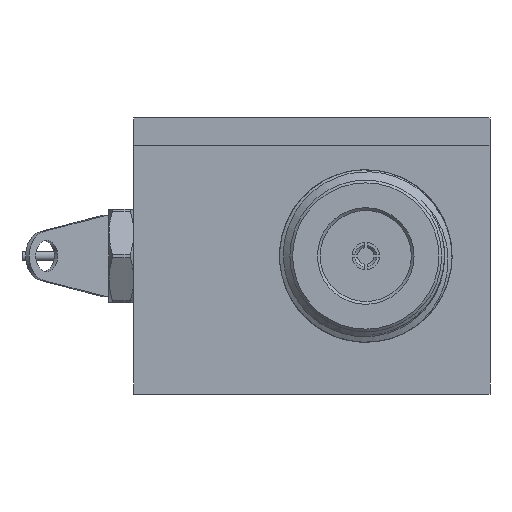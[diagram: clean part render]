
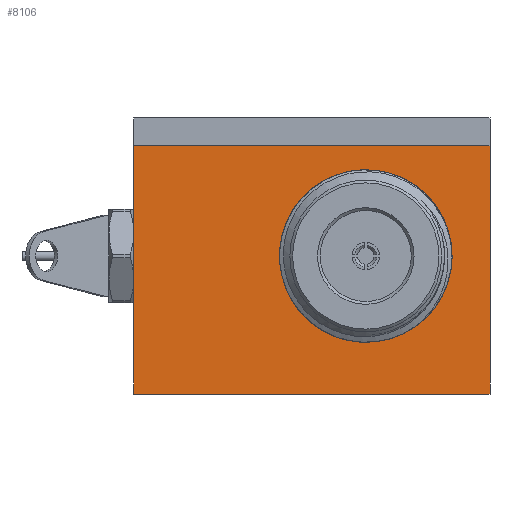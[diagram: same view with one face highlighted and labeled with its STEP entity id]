
A CAD part, left-side view. The second image highlights one B-rep face of the part: STEP entity #8106.
In plain terms, the highlighted planar face has unit normal (-1, 0, 0).
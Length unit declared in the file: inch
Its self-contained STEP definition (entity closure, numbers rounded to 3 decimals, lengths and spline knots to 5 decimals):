
#292 = EDGE_CURVE ( 'NONE', #27348, #21376, #10473, .T. ) ;
#1648 = ORIENTED_EDGE ( 'NONE', *, *, #27492, .F. ) ;
#3102 = DIRECTION ( 'NONE',  ( 0., 0., -1. ) ) ;
#3111 = LINE ( 'NONE', #4922, #20046 ) ;
#3911 = CIRCLE ( 'NONE', #16460, 0.17502 ) ;
#4922 = CARTESIAN_POINT ( 'NONE',  ( -0.4225, -0.645, -0.5 ) ) ;
#5766 = DIRECTION ( 'NONE',  ( 0., 1., 0. ) ) ;
#7311 = VERTEX_POINT ( 'NONE', #9547 ) ;
#7778 = ORIENTED_EDGE ( 'NONE', *, *, #26112, .T. ) ;
#8106 = ADVANCED_FACE ( 'NONE', ( #28018, #17543 ), #15426, .F. ) ;
#8321 = DIRECTION ( 'NONE',  ( 0., -1., 0. ) ) ;
#8690 = VECTOR ( 'NONE', #20187, 39.37008 ) ;
#9547 = CARTESIAN_POINT ( 'NONE',  ( -0.4225, -0.645, -0.5 ) ) ;
#10024 = CARTESIAN_POINT ( 'NONE',  ( -0.4225, -0.645, 0.4 ) ) ;
#10473 = LINE ( 'NONE', #25515, #20745 ) ;
#10964 = ORIENTED_EDGE ( 'NONE', *, *, #292, .T. ) ;
#11037 = VERTEX_POINT ( 'NONE', #13998 ) ;
#11102 = LINE ( 'NONE', #16018, #29446 ) ;
#13998 = CARTESIAN_POINT ( 'NONE',  ( -0.4225, -0.195, -0.17502 ) ) ;
#14201 = DIRECTION ( 'NONE',  ( 0., 0., -1. ) ) ;
#15076 = DIRECTION ( 'NONE',  ( 0., -1., 0. ) ) ;
#15426 = PLANE ( 'NONE',  #23102 ) ;
#16018 = CARTESIAN_POINT ( 'NONE',  ( -0.4225, -0.645, 0.4 ) ) ;
#16460 = AXIS2_PLACEMENT_3D ( 'NONE', #21382, #24474, #14201 ) ;
#16648 = CARTESIAN_POINT ( 'NONE',  ( -0.4225, 0.645, -0.5 ) ) ;
#16662 = EDGE_CURVE ( 'NONE', #19383, #7311, #30196, .T. ) ;
#17260 = ORIENTED_EDGE ( 'NONE', *, *, #26617, .F. ) ;
#17543 = FACE_BOUND ( 'NONE', #18823, .T. ) ;
#17745 = CARTESIAN_POINT ( 'NONE',  ( -0.4225, -0.645, 0.5 ) ) ;
#18823 = EDGE_LOOP ( 'NONE', ( #17260 ) ) ;
#19143 = ORIENTED_EDGE ( 'NONE', *, *, #16662, .F. ) ;
#19383 = VERTEX_POINT ( 'NONE', #10024 ) ;
#19384 = EDGE_LOOP ( 'NONE', ( #1648, #10964, #7778, #19143 ) ) ;
#20046 = VECTOR ( 'NONE', #15076, 39.37008 ) ;
#20187 = DIRECTION ( 'NONE',  ( 0., 0., -1. ) ) ;
#20633 = CARTESIAN_POINT ( 'NONE',  ( -0.4225, -0.645, 0.5 ) ) ;
#20745 = VECTOR ( 'NONE', #3102, 39.37008 ) ;
#21376 = VERTEX_POINT ( 'NONE', #16648 ) ;
#21382 = CARTESIAN_POINT ( 'NONE',  ( -0.4225, -0.195, 0. ) ) ;
#22921 = DIRECTION ( 'NONE',  ( 1., 0., 0. ) ) ;
#23102 = AXIS2_PLACEMENT_3D ( 'NONE', #20633, #22921, #5766 ) ;
#24474 = DIRECTION ( 'NONE',  ( -1., 0., 0. ) ) ;
#25515 = CARTESIAN_POINT ( 'NONE',  ( -0.4225, 0.645, 0.5 ) ) ;
#26112 = EDGE_CURVE ( 'NONE', #21376, #7311, #3111, .T. ) ;
#26617 = EDGE_CURVE ( 'NONE', #11037, #11037, #3911, .T. ) ;
#27348 = VERTEX_POINT ( 'NONE', #32397 ) ;
#27492 = EDGE_CURVE ( 'NONE', #27348, #19383, #11102, .T. ) ;
#28018 = FACE_OUTER_BOUND ( 'NONE', #19384, .T. ) ;
#29446 = VECTOR ( 'NONE', #8321, 39.37008 ) ;
#30196 = LINE ( 'NONE', #17745, #8690 ) ;
#32397 = CARTESIAN_POINT ( 'NONE',  ( -0.4225, 0.645, 0.4 ) ) ;
